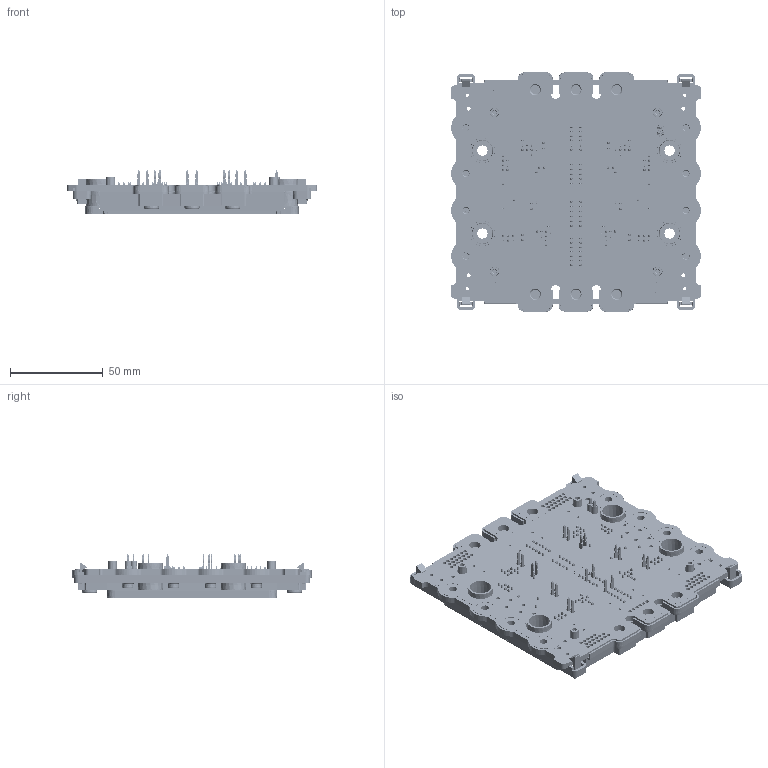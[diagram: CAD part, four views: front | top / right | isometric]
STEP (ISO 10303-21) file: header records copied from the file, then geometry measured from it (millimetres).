
FILE_DESCRIPTION(/* description */ ('Unknown'),/* implementation_level */ '2;1');
FILE_NAME(/* name */ 'VINcoX4-4T12Y-LC00F70(360)-01-OL',/* time_stamp */ '2018-04-06T15:58:46+02:00',/* author */ ('Unknown'),/* organization */ ('Unknown'),/* preprocessor_version */ 'ST-DEVELOPER v16.7',/* originating_system */ 'DEX',/* authorisation */ $);
FILE_SCHEMA (('AUTOMOTIVE_DESIGN {1 0 10303 214 3 1 1}'));
Products named in the file (1): VINcoX4-4T12Y-LC0070FP-01-OL
Bounding box: 134.8 x 129.15 x 23.98 mm (x, y, z)
Volume: 185272 mm3; surface area: 84196.7 mm2
Topology: 13 solids, 61 shells, 6403 faces, 17992 edges, 11834 vertices
Faces by surface type: plane 3955, cylinder 1814, cone 388, bspline 192, torus 30, sphere 24
Full cylindrical faces by diameter (mm): 1.3 x16, 1.45 x116, 2 x106, 2.3 x4, 2.4 x20, 2.6 x4, 3.242 x8, 4.2 x8, 5 x6, 5.4 x4, 6.2 x11, 10 x8, 14 x4
Entity records: 255211 total; most frequent: CARTESIAN_POINT 48166, ORIENTED_EDGE 34430, DIRECTION 32029, EDGE_CURVE 17215, VERTEX_POINT 11590, LINE 11391, VECTOR 11391, AXIS2_PLACEMENT_3D 10319
